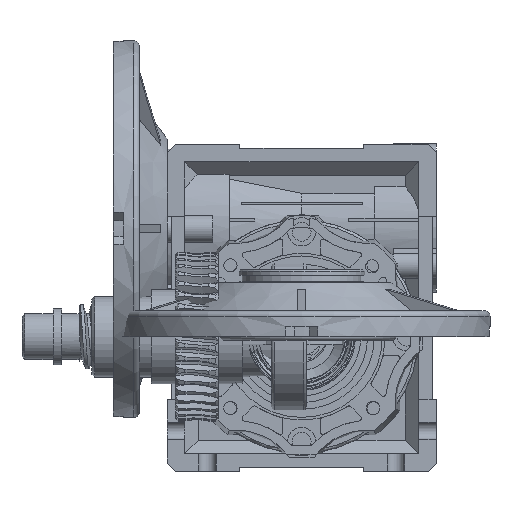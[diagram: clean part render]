
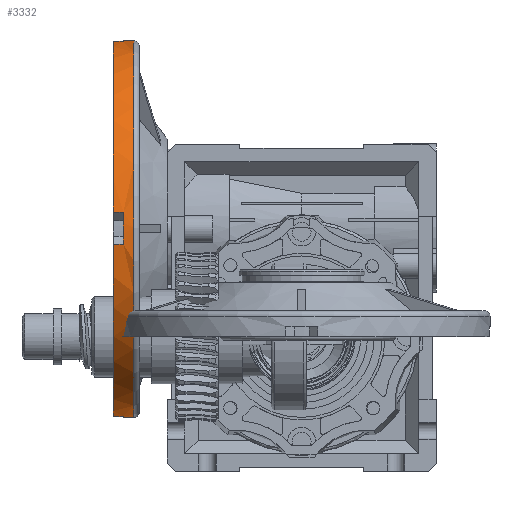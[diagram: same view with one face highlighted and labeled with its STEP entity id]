
A CAD part, front view. The second image highlights one B-rep face of the part: STEP entity #3332.
In plain terms, the highlighted cylindrical face has radius 70 mm (diameter 140 mm), a full revolution.
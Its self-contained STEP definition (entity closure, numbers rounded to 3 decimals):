
#3332 = ADVANCED_FACE( '', ( #7863, #7864 ), #7865, .T. );
#7863 = FACE_OUTER_BOUND( '', #12444, .T. );
#7864 = FACE_OUTER_BOUND( '', #12445, .T. );
#7865 = CYLINDRICAL_SURFACE( '', #12446, 70. );
#12444 = EDGE_LOOP( '', ( #25293 ) );
#12445 = EDGE_LOOP( '', ( #25294, #25295, #25296, #25297, #25298, #25299, #25300, #25301, #25302, #25303, #25304, #25305, #25306, #25307, #25308, #25309 ) );
#12446 = AXIS2_PLACEMENT_3D( '', #25310, #25311, #25312 );
#25293 = ORIENTED_EDGE( '', *, *, #31813, .F. );
#25294 = ORIENTED_EDGE( '', *, *, #31808, .F. );
#25295 = ORIENTED_EDGE( '', *, *, #31814, .T. );
#25296 = ORIENTED_EDGE( '', *, *, #31760, .T. );
#25297 = ORIENTED_EDGE( '', *, *, #31815, .F. );
#25298 = ORIENTED_EDGE( '', *, *, #31816, .F. );
#25299 = ORIENTED_EDGE( '', *, *, #31817, .T. );
#25300 = ORIENTED_EDGE( '', *, *, #31790, .T. );
#25301 = ORIENTED_EDGE( '', *, *, #31818, .F. );
#25302 = ORIENTED_EDGE( '', *, *, #31819, .T. );
#25303 = ORIENTED_EDGE( '', *, *, #31820, .T. );
#25304 = ORIENTED_EDGE( '', *, *, #31780, .T. );
#25305 = ORIENTED_EDGE( '', *, *, #31821, .F. );
#25306 = ORIENTED_EDGE( '', *, *, #31822, .F. );
#25307 = ORIENTED_EDGE( '', *, *, #31823, .T. );
#25308 = ORIENTED_EDGE( '', *, *, #31770, .T. );
#25309 = ORIENTED_EDGE( '', *, *, #31803, .F. );
#25310 = CARTESIAN_POINT( '', ( 0., 0., 24.8 ) );
#25311 = DIRECTION( '', ( 0., 0., -1. ) );
#25312 = DIRECTION( '', ( 1., 0., 0. ) );
#31760 = EDGE_CURVE( '', #39146, #39147, #39148, .T. );
#31770 = EDGE_CURVE( '', #39167, #39165, #39168, .T. );
#31780 = EDGE_CURVE( '', #39187, #39185, #39188, .T. );
#31790 = EDGE_CURVE( '', #39207, #39205, #39208, .T. );
#31803 = EDGE_CURVE( '', #39232, #39165, #39233, .T. );
#31808 = EDGE_CURVE( '', #39240, #39232, #39242, .T. );
#31813 = EDGE_CURVE( '', #39250, #39250, #39251, .T. );
#31814 = EDGE_CURVE( '', #39240, #39146, #39252, .T. );
#31815 = EDGE_CURVE( '', #39253, #39147, #39254, .T. );
#31816 = EDGE_CURVE( '', #39255, #39253, #39256, .T. );
#31817 = EDGE_CURVE( '', #39255, #39207, #39257, .T. );
#31818 = EDGE_CURVE( '', #39258, #39205, #39259, .T. );
#31819 = EDGE_CURVE( '', #39258, #39260, #39261, .F. );
#31820 = EDGE_CURVE( '', #39260, #39187, #39262, .T. );
#31821 = EDGE_CURVE( '', #39263, #39185, #39264, .T. );
#31822 = EDGE_CURVE( '', #39265, #39263, #39266, .T. );
#31823 = EDGE_CURVE( '', #39265, #39167, #39267, .T. );
#39146 = VERTEX_POINT( '', #51842 );
#39147 = VERTEX_POINT( '', #51843 );
#39148 = CIRCLE( '', #51844, 70. );
#39165 = VERTEX_POINT( '', #51866 );
#39167 = VERTEX_POINT( '', #51869 );
#39168 = CIRCLE( '', #51870, 70. );
#39185 = VERTEX_POINT( '', #51892 );
#39187 = VERTEX_POINT( '', #51895 );
#39188 = CIRCLE( '', #51896, 70. );
#39205 = VERTEX_POINT( '', #51918 );
#39207 = VERTEX_POINT( '', #51921 );
#39208 = CIRCLE( '', #51922, 70. );
#39232 = VERTEX_POINT( '', #51957 );
#39233 = LINE( '', #51958, #51959 );
#39240 = VERTEX_POINT( '', #51969 );
#39242 = CIRCLE( '', #51972, 70. );
#39250 = VERTEX_POINT( '', #51983 );
#39251 = CIRCLE( '', #51984, 70. );
#39252 = LINE( '', #51985, #51986 );
#39253 = VERTEX_POINT( '', #51987 );
#39254 = LINE( '', #51988, #51989 );
#39255 = VERTEX_POINT( '', #51990 );
#39256 = CIRCLE( '', #51991, 70. );
#39257 = LINE( '', #51992, #51993 );
#39258 = VERTEX_POINT( '', #51994 );
#39259 = LINE( '', #51995, #51996 );
#39260 = VERTEX_POINT( '', #51997 );
#39261 = CIRCLE( '', #51998, 70. );
#39262 = LINE( '', #51999, #52000 );
#39263 = VERTEX_POINT( '', #52001 );
#39264 = LINE( '', #52002, #52003 );
#39265 = VERTEX_POINT( '', #52004 );
#39266 = CIRCLE( '', #52005, 70. );
#39267 = LINE( '', #52006, #52007 );
#51842 = CARTESIAN_POINT( '', ( -69.742, -6., 0. ) );
#51843 = CARTESIAN_POINT( '', ( -6., -69.742, 0. ) );
#51844 = AXIS2_PLACEMENT_3D( '', #58458, #58459, #58460 );
#51866 = CARTESIAN_POINT( '', ( -69.742, 6., 0. ) );
#51869 = CARTESIAN_POINT( '', ( -6., 69.742, 0. ) );
#51870 = AXIS2_PLACEMENT_3D( '', #58476, #58477, #58478 );
#51892 = CARTESIAN_POINT( '', ( 6., 69.742, 0. ) );
#51895 = CARTESIAN_POINT( '', ( 69.742, 6., 0. ) );
#51896 = AXIS2_PLACEMENT_3D( '', #58494, #58495, #58496 );
#51918 = CARTESIAN_POINT( '', ( 69.742, -6., 0. ) );
#51921 = CARTESIAN_POINT( '', ( 6., -69.742, 0. ) );
#51922 = AXIS2_PLACEMENT_3D( '', #58512, #58513, #58514 );
#51957 = CARTESIAN_POINT( '', ( -69.742, 6., 3.7 ) );
#51958 = CARTESIAN_POINT( '', ( -69.742, 6., 199.537 ) );
#51959 = VECTOR( '', #58532, 1000. );
#51969 = CARTESIAN_POINT( '', ( -69.742, -6., 3.7 ) );
#51972 = AXIS2_PLACEMENT_3D( '', #58537, #58538, #58539 );
#51983 = CARTESIAN_POINT( '', ( 70., 0., 7.6 ) );
#51984 = AXIS2_PLACEMENT_3D( '', #58546, #58547, #58548 );
#51985 = CARTESIAN_POINT( '', ( -69.742, -6., 199.537 ) );
#51986 = VECTOR( '', #58549, 1000. );
#51987 = CARTESIAN_POINT( '', ( -6., -69.742, 3.7 ) );
#51988 = CARTESIAN_POINT( '', ( -6., -69.742, 199.537 ) );
#51989 = VECTOR( '', #58550, 1000. );
#51990 = CARTESIAN_POINT( '', ( 6., -69.742, 3.7 ) );
#51991 = AXIS2_PLACEMENT_3D( '', #58551, #58552, #58553 );
#51992 = CARTESIAN_POINT( '', ( 6., -69.742, 199.537 ) );
#51993 = VECTOR( '', #58554, 1000. );
#51994 = CARTESIAN_POINT( '', ( 69.742, -6., 3.7 ) );
#51995 = CARTESIAN_POINT( '', ( 69.742, -6., 199.537 ) );
#51996 = VECTOR( '', #58555, 1000. );
#51997 = CARTESIAN_POINT( '', ( 69.742, 6., 3.7 ) );
#51998 = AXIS2_PLACEMENT_3D( '', #58556, #58557, #58558 );
#51999 = CARTESIAN_POINT( '', ( 69.742, 6., 199.537 ) );
#52000 = VECTOR( '', #58559, 1000. );
#52001 = CARTESIAN_POINT( '', ( 6., 69.742, 3.7 ) );
#52002 = CARTESIAN_POINT( '', ( 6., 69.742, 199.537 ) );
#52003 = VECTOR( '', #58560, 1000. );
#52004 = CARTESIAN_POINT( '', ( -6., 69.742, 3.7 ) );
#52005 = AXIS2_PLACEMENT_3D( '', #58561, #58562, #58563 );
#52006 = CARTESIAN_POINT( '', ( -6., 69.742, 199.537 ) );
#52007 = VECTOR( '', #58564, 1000. );
#58458 = CARTESIAN_POINT( '', ( 0., 0., 0. ) );
#58459 = DIRECTION( '', ( 0., 0., 1. ) );
#58460 = DIRECTION( '', ( 1., 0., 0. ) );
#58476 = CARTESIAN_POINT( '', ( 0., 0., 0. ) );
#58477 = DIRECTION( '', ( 0., 0., 1. ) );
#58478 = DIRECTION( '', ( 1., 0., 0. ) );
#58494 = CARTESIAN_POINT( '', ( 0., 0., 0. ) );
#58495 = DIRECTION( '', ( 0., 0., 1. ) );
#58496 = DIRECTION( '', ( 1., 0., 0. ) );
#58512 = CARTESIAN_POINT( '', ( 0., 0., 0. ) );
#58513 = DIRECTION( '', ( 0., 0., 1. ) );
#58514 = DIRECTION( '', ( 1., 0., 0. ) );
#58532 = DIRECTION( '', ( 0., 0., -1. ) );
#58537 = CARTESIAN_POINT( '', ( 0., 0., 3.7 ) );
#58538 = DIRECTION( '', ( 0., 0., -1. ) );
#58539 = DIRECTION( '', ( -1., 0., 0. ) );
#58546 = CARTESIAN_POINT( '', ( 0., 0., 7.6 ) );
#58547 = DIRECTION( '', ( 0., 0., 1. ) );
#58548 = DIRECTION( '', ( 1., 0., 0. ) );
#58549 = DIRECTION( '', ( 0., 0., -1. ) );
#58550 = DIRECTION( '', ( 0., 0., -1. ) );
#58551 = CARTESIAN_POINT( '', ( 0., 0., 3.7 ) );
#58552 = DIRECTION( '', ( 0., 0., -1. ) );
#58553 = DIRECTION( '', ( -1., 0., 0. ) );
#58554 = DIRECTION( '', ( 0., 0., -1. ) );
#58555 = DIRECTION( '', ( 0., 0., -1. ) );
#58556 = CARTESIAN_POINT( '', ( 0., 0., 3.7 ) );
#58557 = DIRECTION( '', ( 0., 0., -1. ) );
#58558 = DIRECTION( '', ( -1., 0., 0. ) );
#58559 = DIRECTION( '', ( 0., 0., -1. ) );
#58560 = DIRECTION( '', ( 0., 0., -1. ) );
#58561 = CARTESIAN_POINT( '', ( 0., 0., 3.7 ) );
#58562 = DIRECTION( '', ( 0., 0., -1. ) );
#58563 = DIRECTION( '', ( -1., 0., 0. ) );
#58564 = DIRECTION( '', ( 0., 0., -1. ) );
